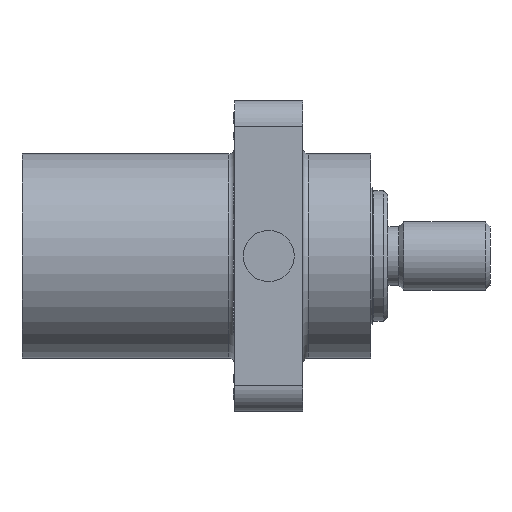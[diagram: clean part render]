
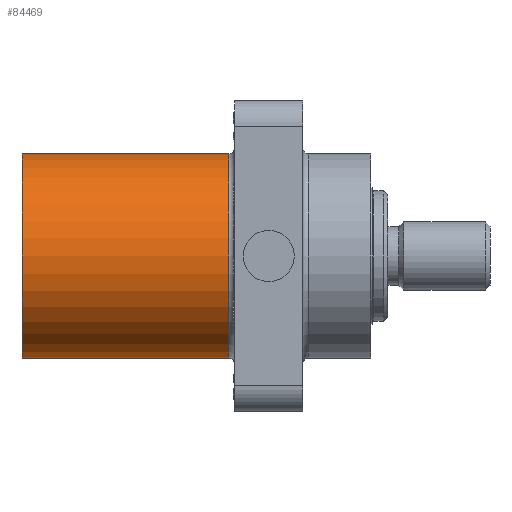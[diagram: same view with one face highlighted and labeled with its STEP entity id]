
A CAD part, front view. The second image highlights one B-rep face of the part: STEP entity #84469.
In plain terms, the highlighted cylindrical face has radius 19.05 mm (diameter 38.1 mm), a full revolution.
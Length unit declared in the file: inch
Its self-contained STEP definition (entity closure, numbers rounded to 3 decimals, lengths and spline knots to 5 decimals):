
#1267 = DIRECTION ( 'NONE',  ( 0., -1., 0. ) ) ;
#2418 = CYLINDRICAL_SURFACE ( 'NONE', #40608, 0.75 ) ;
#3398 = EDGE_CURVE ( 'NONE', #22903, #22903, #48310, .T. ) ;
#6703 = CARTESIAN_POINT ( 'NONE',  ( -2.12337, -0.55585, -0.18197 ) ) ;
#12006 = CARTESIAN_POINT ( 'NONE',  ( -0.60337, 0.19415, -0.18197 ) ) ;
#17066 = ORIENTED_EDGE ( 'NONE', *, *, #48452, .F. ) ;
#22903 = VERTEX_POINT ( 'NONE', #66004 ) ;
#27034 = ORIENTED_EDGE ( 'NONE', *, *, #3398, .T. ) ;
#29960 = DIRECTION ( 'NONE',  ( 0., 0., -1. ) ) ;
#30560 = FACE_OUTER_BOUND ( 'NONE', #97732, .T. ) ;
#38416 = CARTESIAN_POINT ( 'NONE',  ( -2.12337, 0.19415, -0.18197 ) ) ;
#40608 = AXIS2_PLACEMENT_3D ( 'NONE', #38416, #83234, #1267 ) ;
#48310 = CIRCLE ( 'NONE', #115098, 0.75 ) ;
#48452 = EDGE_CURVE ( 'NONE', #98832, #98832, #69698, .T. ) ;
#66004 = CARTESIAN_POINT ( 'NONE',  ( -0.60337, 0.19415, -0.93197 ) ) ;
#67052 = FACE_OUTER_BOUND ( 'NONE', #72107, .T. ) ;
#69698 = CIRCLE ( 'NONE', #98373, 0.75 ) ;
#72107 = EDGE_LOOP ( 'NONE', ( #17066 ) ) ;
#74944 = DIRECTION ( 'NONE',  ( 0., -1., 0. ) ) ;
#83234 = DIRECTION ( 'NONE',  ( -1., 0., 0. ) ) ;
#84469 = ADVANCED_FACE ( 'NONE', ( #30560, #67052 ), #2418, .T. ) ;
#84959 = DIRECTION ( 'NONE',  ( -1., 0., 0. ) ) ;
#97732 = EDGE_LOOP ( 'NONE', ( #27034 ) ) ;
#98373 = AXIS2_PLACEMENT_3D ( 'NONE', #101870, #102450, #74944 ) ;
#98832 = VERTEX_POINT ( 'NONE', #6703 ) ;
#101870 = CARTESIAN_POINT ( 'NONE',  ( -2.12337, 0.19415, -0.18197 ) ) ;
#102450 = DIRECTION ( 'NONE',  ( -1., 0., 0. ) ) ;
#115098 = AXIS2_PLACEMENT_3D ( 'NONE', #12006, #84959, #29960 ) ;
